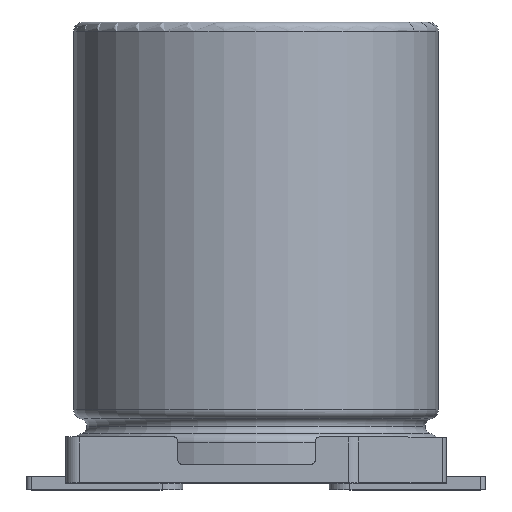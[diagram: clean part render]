
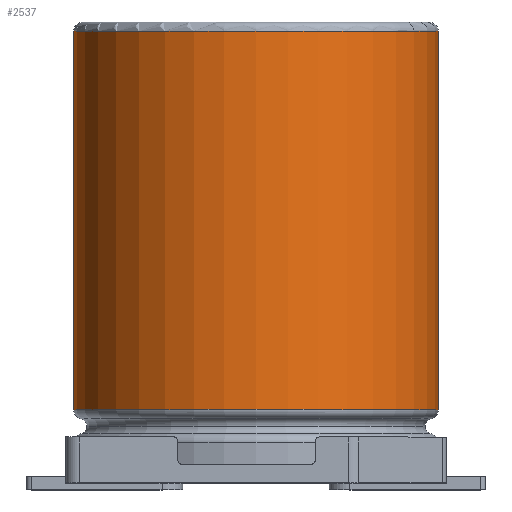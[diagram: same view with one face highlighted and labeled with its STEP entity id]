
A CAD part, top view. The second image highlights one B-rep face of the part: STEP entity #2537.
In plain terms, the highlighted cylindrical face has radius 3.975 mm (diameter 7.949 mm), a partial arc.
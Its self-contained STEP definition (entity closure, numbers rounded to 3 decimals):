
#38 = EDGE_CURVE ( 'NONE', #3462, #2860, #796, .T. ) ;
#114 = VERTEX_POINT ( 'NONE', #1890 ) ;
#139 = CIRCLE ( 'NONE', #3322, 3.975 ) ;
#225 = LINE ( 'NONE', #369, #1309 ) ;
#245 = DIRECTION ( 'NONE',  ( -1., 0., 0. ) ) ;
#369 = CARTESIAN_POINT ( 'NONE',  ( 0.175, 10.05, -4.15 ) ) ;
#503 = DIRECTION ( 'NONE',  ( 0., 1., 0. ) ) ;
#543 = CARTESIAN_POINT ( 'NONE',  ( 4.15, 1.599, -4.15 ) ) ;
#587 = VECTOR ( 'NONE', #503, 1000. ) ;
#599 = DIRECTION ( 'NONE',  ( 0., 1., 0. ) ) ;
#665 = DIRECTION ( 'NONE',  ( 0., 1., 0. ) ) ;
#698 = CARTESIAN_POINT ( 'NONE',  ( 0.175, 9.85, -4.15 ) ) ;
#731 = ORIENTED_EDGE ( 'NONE', *, *, #3219, .T. ) ;
#796 = CIRCLE ( 'NONE', #1324, 3.975 ) ;
#990 = DIRECTION ( 'NONE',  ( 0., 1., 0. ) ) ;
#1193 = DIRECTION ( 'NONE',  ( -1., 0., 0. ) ) ;
#1309 = VECTOR ( 'NONE', #665, 1000. ) ;
#1315 = LINE ( 'NONE', #3700, #587 ) ;
#1324 = AXIS2_PLACEMENT_3D ( 'NONE', #1588, #599, #245 ) ;
#1588 = CARTESIAN_POINT ( 'NONE',  ( 4.15, 9.85, -4.15 ) ) ;
#1630 = CARTESIAN_POINT ( 'NONE',  ( 4.15, 10.05, -4.15 ) ) ;
#1729 = ORIENTED_EDGE ( 'NONE', *, *, #38, .F. ) ;
#1890 = CARTESIAN_POINT ( 'NONE',  ( 8.125, 1.599, -4.15 ) ) ;
#2251 = DIRECTION ( 'NONE',  ( -1., 0., 0. ) ) ;
#2430 = ORIENTED_EDGE ( 'NONE', *, *, #3251, .T. ) ;
#2512 = EDGE_CURVE ( 'NONE', #2968, #3462, #225, .T. ) ;
#2537 = ADVANCED_FACE ( 'NONE', ( #3727 ), #2892, .T. ) ;
#2758 = CARTESIAN_POINT ( 'NONE',  ( 8.125, 9.85, -4.15 ) ) ;
#2777 = CARTESIAN_POINT ( 'NONE',  ( 0.175, 1.599, -4.15 ) ) ;
#2860 = VERTEX_POINT ( 'NONE', #2758 ) ;
#2892 = CYLINDRICAL_SURFACE ( 'NONE', #3913, 3.975 ) ;
#2968 = VERTEX_POINT ( 'NONE', #2777 ) ;
#3135 = EDGE_LOOP ( 'NONE', ( #2430, #731, #1729, #3487 ) ) ;
#3219 = EDGE_CURVE ( 'NONE', #114, #2860, #1315, .T. ) ;
#3251 = EDGE_CURVE ( 'NONE', #2968, #114, #139, .T. ) ;
#3322 = AXIS2_PLACEMENT_3D ( 'NONE', #543, #3363, #1193 ) ;
#3363 = DIRECTION ( 'NONE',  ( 0., 1., 0. ) ) ;
#3462 = VERTEX_POINT ( 'NONE', #698 ) ;
#3487 = ORIENTED_EDGE ( 'NONE', *, *, #2512, .F. ) ;
#3700 = CARTESIAN_POINT ( 'NONE',  ( 8.125, 10.05, -4.15 ) ) ;
#3727 = FACE_OUTER_BOUND ( 'NONE', #3135, .T. ) ;
#3913 = AXIS2_PLACEMENT_3D ( 'NONE', #1630, #990, #2251 ) ;
